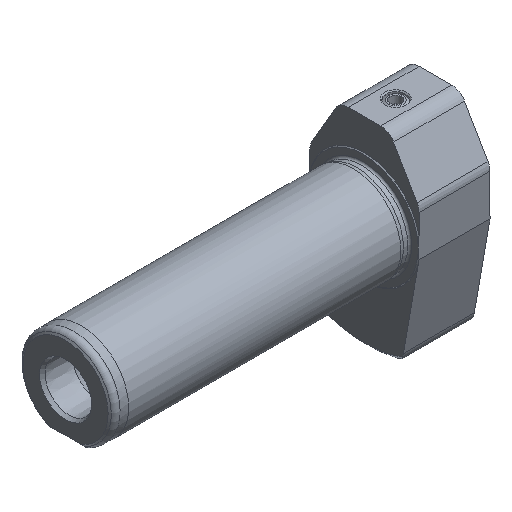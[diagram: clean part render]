
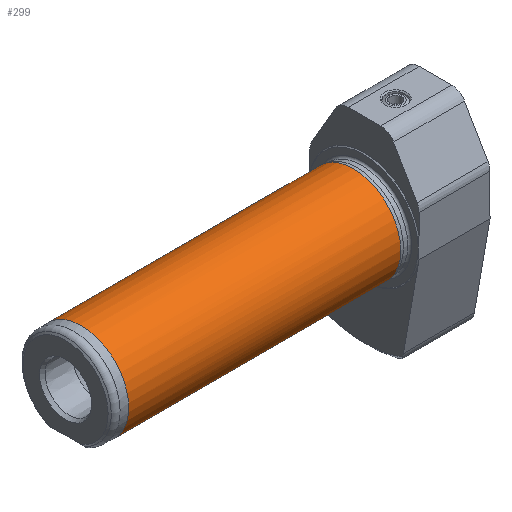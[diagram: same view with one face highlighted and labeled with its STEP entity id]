
A CAD part, isometric view. The second image highlights one B-rep face of the part: STEP entity #299.
In plain terms, the highlighted cylindrical face has radius 9.525 mm (diameter 19.05 mm), a full revolution.
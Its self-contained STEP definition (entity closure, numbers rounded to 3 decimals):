
#73=CARTESIAN_POINT('',(55.,-4.249,-8.525));
#74=VERTEX_POINT('',#73);
#75=CARTESIAN_POINT('',(55.,4.249,-8.525));
#76=VERTEX_POINT('',#75);
#77=CARTESIAN_POINT('',(46.475,0.0,0.0));
#78=DIRECTION('',(0.707,0.0,0.707));
#79=DIRECTION('',(-0.707,0.0,0.707));
#80=AXIS2_PLACEMENT_3D('',#77,#78,#79);
#81=ELLIPSE('',#80,13.47,9.525);
#82=EDGE_CURVE('',#74,#76,#81,.T.);
#98=CARTESIAN_POINT('',(3.2,-4.249,-8.525));
#99=VERTEX_POINT('',#98);
#100=CARTESIAN_POINT('',(3.2,-4.249,-8.525));
#101=DIRECTION('',(1.0,0.0,0.0));
#102=VECTOR('',#101,51.8);
#103=LINE('',#100,#102);
#104=EDGE_CURVE('',#99,#74,#103,.T.);
#167=CARTESIAN_POINT('',(3.2,4.249,-8.525));
#168=VERTEX_POINT('',#167);
#182=CARTESIAN_POINT('',(55.,4.249,-8.525));
#183=DIRECTION('',(-1.0,0.0,0.0));
#184=VECTOR('',#183,51.8);
#185=LINE('',#182,#184);
#186=EDGE_CURVE('',#76,#168,#185,.T.);
#271=CARTESIAN_POINT('',(30.6,0.0,0.0));
#272=DIRECTION('',(1.0,0.0,0.0));
#273=DIRECTION('',(0.0,1.0,0.0));
#274=AXIS2_PLACEMENT_3D('',#271,#272,#273);
#275=CYLINDRICAL_SURFACE('',#274,9.525);
#276=ORIENTED_EDGE('',*,*,#104,.T.);
#277=ORIENTED_EDGE('',*,*,#82,.T.);
#278=ORIENTED_EDGE('',*,*,#186,.T.);
#279=CARTESIAN_POINT('',(3.2,0.0,0.0));
#280=DIRECTION('',(1.0,0.0,0.0));
#281=DIRECTION('',(0.0,1.0,0.0));
#282=AXIS2_PLACEMENT_3D('',#279,#280,#281);
#283=CIRCLE('',#282,9.525);
#284=EDGE_CURVE('',#168,#99,#283,.T.);
#285=ORIENTED_EDGE('',*,*,#284,.T.);
#286=EDGE_LOOP('',(#276,#277,#278,#285));
#287=FACE_OUTER_BOUND('',#286,.T.);
#288=CARTESIAN_POINT('',(58.,9.525,0.0));
#289=VERTEX_POINT('',#288);
#290=CARTESIAN_POINT('',(58.,0.0,0.0));
#291=DIRECTION('',(1.0,0.0,0.0));
#292=DIRECTION('',(0.0,1.0,0.0));
#293=AXIS2_PLACEMENT_3D('',#290,#291,#292);
#294=CIRCLE('',#293,9.525);
#295=EDGE_CURVE('',#289,#289,#294,.T.);
#296=ORIENTED_EDGE('',*,*,#295,.F.);
#297=EDGE_LOOP('',(#296));
#298=FACE_BOUND('',#297,.T.);
#299=ADVANCED_FACE('',(#287,#298),#275,.T.);
